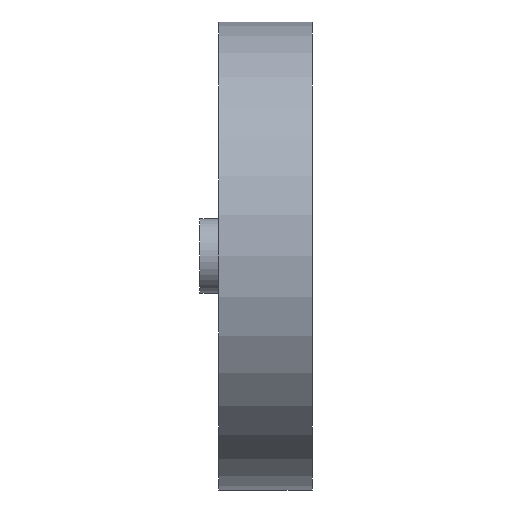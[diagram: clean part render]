
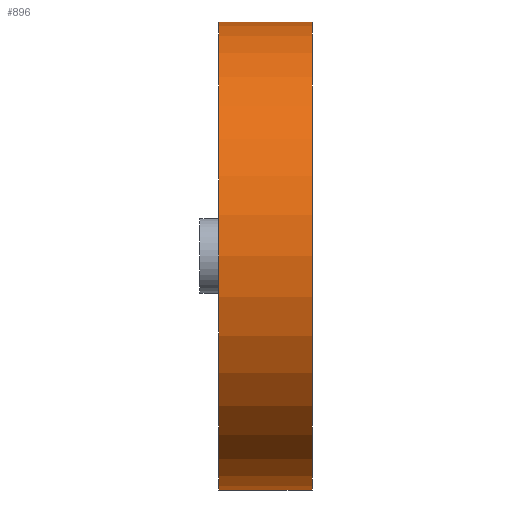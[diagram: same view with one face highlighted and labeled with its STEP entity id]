
A CAD part, left-side view. The second image highlights one B-rep face of the part: STEP entity #896.
In plain terms, the highlighted cylindrical face has radius 25 mm (diameter 50 mm), a partial arc.
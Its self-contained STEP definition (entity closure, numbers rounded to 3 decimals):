
#33 = VERTEX_POINT ( 'NONE', #1897 ) ;
#39 = EDGE_CURVE ( 'NONE', #463, #83, #607, .T. ) ;
#83 = VERTEX_POINT ( 'NONE', #1191 ) ;
#99 = DIRECTION ( 'NONE',  ( 0., 1., 0. ) ) ;
#128 = CARTESIAN_POINT ( 'NONE',  ( 0., 10., 0. ) ) ;
#149 = CARTESIAN_POINT ( 'NONE',  ( 0., 10., -25. ) ) ;
#340 = CYLINDRICAL_SURFACE ( 'NONE', #939, 25. ) ;
#351 = DIRECTION ( 'NONE',  ( 0., -1., 0. ) ) ;
#363 = VECTOR ( 'NONE', #859, 1000. ) ;
#372 = EDGE_CURVE ( 'NONE', #463, #33, #554, .T. ) ;
#410 = CIRCLE ( 'NONE', #909, 25. ) ;
#463 = VERTEX_POINT ( 'NONE', #1336 ) ;
#493 = CARTESIAN_POINT ( 'NONE',  ( 0., 0., 0. ) ) ;
#554 = CIRCLE ( 'NONE', #958, 25. ) ;
#557 = DIRECTION ( 'NONE',  ( 0., -1., 0. ) ) ;
#607 = LINE ( 'NONE', #149, #363 ) ;
#642 = DIRECTION ( 'NONE',  ( 0., 0., 1. ) ) ;
#737 = ORIENTED_EDGE ( 'NONE', *, *, #39, .T. ) ;
#859 = DIRECTION ( 'NONE',  ( 0., -1., 0. ) ) ;
#896 = ADVANCED_FACE ( 'NONE', ( #1670 ), #340, .T. ) ;
#909 = AXIS2_PLACEMENT_3D ( 'NONE', #493, #99, #642 ) ;
#934 = CARTESIAN_POINT ( 'NONE',  ( 0., 10., 0. ) ) ;
#939 = AXIS2_PLACEMENT_3D ( 'NONE', #934, #351, #944 ) ;
#944 = DIRECTION ( 'NONE',  ( 0., 0., -1. ) ) ;
#958 = AXIS2_PLACEMENT_3D ( 'NONE', #128, #1763, #1289 ) ;
#1055 = EDGE_CURVE ( 'NONE', #33, #1828, #1612, .T. ) ;
#1168 = ORIENTED_EDGE ( 'NONE', *, *, #1055, .F. ) ;
#1191 = CARTESIAN_POINT ( 'NONE',  ( 0., 0., -25. ) ) ;
#1289 = DIRECTION ( 'NONE',  ( 0., 0., 1. ) ) ;
#1336 = CARTESIAN_POINT ( 'NONE',  ( 0., 10., -25. ) ) ;
#1362 = VECTOR ( 'NONE', #557, 1000. ) ;
#1439 = ORIENTED_EDGE ( 'NONE', *, *, #1806, .T. ) ;
#1460 = EDGE_LOOP ( 'NONE', ( #1168, #1768, #737, #1439 ) ) ;
#1612 = LINE ( 'NONE', #1766, #1362 ) ;
#1670 = FACE_OUTER_BOUND ( 'NONE', #1460, .T. ) ;
#1740 = CARTESIAN_POINT ( 'NONE',  ( 0., 0., 25. ) ) ;
#1763 = DIRECTION ( 'NONE',  ( 0., 1., 0. ) ) ;
#1766 = CARTESIAN_POINT ( 'NONE',  ( 0., 10., 25. ) ) ;
#1768 = ORIENTED_EDGE ( 'NONE', *, *, #372, .F. ) ;
#1806 = EDGE_CURVE ( 'NONE', #83, #1828, #410, .T. ) ;
#1828 = VERTEX_POINT ( 'NONE', #1740 ) ;
#1897 = CARTESIAN_POINT ( 'NONE',  ( 0., 10., 25. ) ) ;
